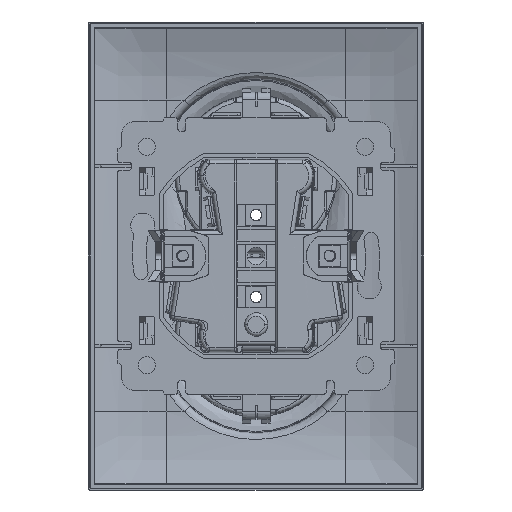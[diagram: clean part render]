
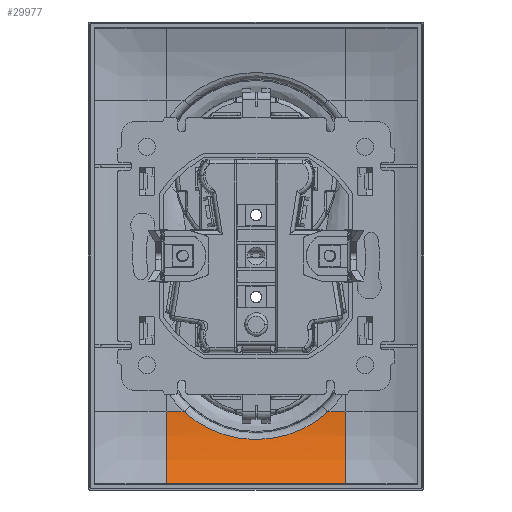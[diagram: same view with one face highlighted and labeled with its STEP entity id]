
A CAD part, front view. The second image highlights one B-rep face of the part: STEP entity #29977.
In plain terms, the highlighted cylindrical face has radius 50.4 mm (diameter 100.8 mm), a partial arc.
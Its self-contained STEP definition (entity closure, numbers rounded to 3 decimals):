
#807 = CARTESIAN_POINT ( 'NONE',  ( -15.868, 7.563, -42.116 ) ) ;
#835 = CARTESIAN_POINT ( 'NONE',  ( -23., 7.6, -40. ) ) ;
#2442 = VERTEX_POINT ( 'NONE', #38877 ) ;
#3703 = CARTESIAN_POINT ( 'NONE',  ( 7.667, 4.124, -58.392 ) ) ;
#4038 = EDGE_CURVE ( 'NONE', #61020, #116892, #41681, .T. ) ;
#5956 = CARTESIAN_POINT ( 'NONE',  ( 23., 4.124, -58.392 ) ) ;
#6910 = CARTESIAN_POINT ( 'NONE',  ( 17.812, 7.6, -40.559 ) ) ;
#8699 = CARTESIAN_POINT ( 'NONE',  ( -5.874, 7.187, -46.443 ) ) ;
#9290 = CARTESIAN_POINT ( 'NONE',  ( -12.981, 7.454, -43.833 ) ) ;
#9900 = CARTESIAN_POINT ( 'NONE',  ( -9.221, 7.301, -45.481 ) ) ;
#10454 = EDGE_CURVE ( 'NONE', #2442, #81917, #71280, .T. ) ;
#12140 = ORIENTED_EDGE ( 'NONE', *, *, #91727, .T. ) ;
#14112 = CARTESIAN_POINT ( 'NONE',  ( -23., 4.124, -58.392 ) ) ;
#14484 = VECTOR ( 'NONE', #81326, 1000. ) ;
#16796 = EDGE_CURVE ( 'NONE', #81917, #35449, #117751, .T. ) ;
#17191 = CARTESIAN_POINT ( 'NONE',  ( -17.198, 7.6, -41.118 ) ) ;
#18986 = CARTESIAN_POINT ( 'NONE',  ( 3.391, 7.126, -46.9 ) ) ;
#21048 = CARTESIAN_POINT ( 'NONE',  ( -64., -42.8, -40. ) ) ;
#27484 = CARTESIAN_POINT ( 'NONE',  ( 17.172, 7.591, -41.089 ) ) ;
#28653 = CARTESIAN_POINT ( 'NONE',  ( 10.309, 7.344, -45.07 ) ) ;
#29977 = ADVANCED_FACE ( 'NONE', ( #56335 ), #49008, .F. ) ;
#35449 = VERTEX_POINT ( 'NONE', #66827 ) ;
#35509 = B_SPLINE_CURVE_WITH_KNOTS ( 'NONE', 3,
 ( #96509, #41306, #3703, #104409 ),
 .UNSPECIFIED., .F., .F.,
 ( 4, 4 ),
 ( 0., 1. ),
 .UNSPECIFIED. ) ;
#35989 = CARTESIAN_POINT ( 'NONE',  ( -13.716, 7.484, -43.427 ) ) ;
#36574 = CARTESIAN_POINT ( 'NONE',  ( -1.712, 7.104, -47.052 ) ) ;
#37181 = VERTEX_POINT ( 'NONE', #57631 ) ;
#37785 = CARTESIAN_POINT ( 'NONE',  ( -14.08, 7.498, -43.215 ) ) ;
#38877 = CARTESIAN_POINT ( 'NONE',  ( -23., 4.124, -58.392 ) ) ;
#41306 = CARTESIAN_POINT ( 'NONE',  ( -7.667, 4.124, -58.392 ) ) ;
#41681 = B_SPLINE_CURVE_WITH_KNOTS ( 'NONE', 3,
 ( #72075, #98152, #89055, #5956 ),
 .UNSPECIFIED., .F., .F.,
 ( 4, 4 ),
 ( 0., 1. ),
 .UNSPECIFIED. ) ;
#45130 = CARTESIAN_POINT ( 'NONE',  ( 10.113, 7.336, -45.148 ) ) ;
#45709 = CARTESIAN_POINT ( 'NONE',  ( -10.709, 7.36, -44.92 ) ) ;
#46925 = CARTESIAN_POINT ( 'NONE',  ( 12.981, 7.455, -43.844 ) ) ;
#49008 = CYLINDRICAL_SURFACE ( 'NONE', #65498, 50.4 ) ;
#54259 = CARTESIAN_POINT ( 'NONE',  ( 15.151, 7.537, -42.557 ) ) ;
#54856 = CARTESIAN_POINT ( 'NONE',  ( -8.92, 7.29, -45.585 ) ) ;
#56032 = CARTESIAN_POINT ( 'NONE',  ( 13.716, 7.485, -43.438 ) ) ;
#56335 = FACE_OUTER_BOUND ( 'NONE', #112152, .T. ) ;
#56780 = CARTESIAN_POINT ( 'NONE',  ( 23., 7.6, -40. ) ) ;
#57631 = CARTESIAN_POINT ( 'NONE',  ( 18.428, 7.6, -40. ) ) ;
#58099 = DIRECTION ( 'NONE',  ( 1., 0., 0. ) ) ;
#59422 = VECTOR ( 'NONE', #60745, 1000. ) ;
#60152 = CARTESIAN_POINT ( 'NONE',  ( 18.428, 7.6, -40. ) ) ;
#60745 = DIRECTION ( 'NONE',  ( 1., 0., 0. ) ) ;
#61020 = VERTEX_POINT ( 'NONE', #56780 ) ;
#63317 = CARTESIAN_POINT ( 'NONE',  ( 10.602, 7.356, -44.952 ) ) ;
#63928 = CARTESIAN_POINT ( 'NONE',  ( -3.394, 7.126, -46.9 ) ) ;
#64534 = CARTESIAN_POINT ( 'NONE',  ( 1.709, 7.104, -47.052 ) ) ;
#65115 = CARTESIAN_POINT ( 'NONE',  ( -6.693, 7.211, -46.252 ) ) ;
#65498 = AXIS2_PLACEMENT_3D ( 'NONE', #21048, #58099, #84182 ) ;
#66827 = CARTESIAN_POINT ( 'NONE',  ( -18.428, 7.6, -40. ) ) ;
#71280 = B_SPLINE_CURVE_WITH_KNOTS ( 'NONE', 3,
 ( #14112, #82567, #81393, #119006 ),
 .UNSPECIFIED., .F., .F.,
 ( 4, 4 ),
 ( 0., 1. ),
 .UNSPECIFIED. ) ;
#72075 = CARTESIAN_POINT ( 'NONE',  ( 23., 7.6, -40. ) ) ;
#73017 = CARTESIAN_POINT ( 'NONE',  ( 11.47, 7.392, -44.577 ) ) ;
#73625 = CARTESIAN_POINT ( 'NONE',  ( 11.851, 7.408, -44.4 ) ) ;
#74808 = CARTESIAN_POINT ( 'NONE',  ( -18.428, 7.6, -40. ) ) ;
#77835 = CARTESIAN_POINT ( 'NONE',  ( 23., 4.124, -58.392 ) ) ;
#79650 = B_SPLINE_CURVE_WITH_KNOTS ( 'NONE', 3,
 ( #90015, #6910, #27484, #100315, #54259, #56032, #46925, #73625, #73017, #102111, #63317, #28653, #45130, #102717, #119716, #111794, #18986, #64534, #36574, #63928, #8699, #65115, #93011, #110620, #54856, #9900, #82691, #100929, #91816, #45709, #119127, #91234, #9290, #35989, #37785, #807, #17191, #74808 ),
 .UNSPECIFIED., .F., .F.,
 ( 4, 2, 2, 2, 2, 1, 2, 2, 2, 2, 2, 2, 2, 1, 2, 2, 2, 2, 2, 4 ),
 ( 0., 0.062, 0.125, 0.187, 0.219, 0.234, 0.242, 0.25, 0.375, 0.5, 0.625, 0.687, 0.719, 0.734, 0.742, 0.75, 0.812, 0.844, 0.875, 1. ),
 .UNSPECIFIED. ) ;
#81326 = DIRECTION ( 'NONE',  ( 1., 0., 0. ) ) ;
#81393 = CARTESIAN_POINT ( 'NONE',  ( -23., 7.6, -46.273 ) ) ;
#81917 = VERTEX_POINT ( 'NONE', #835 ) ;
#82144 = ORIENTED_EDGE ( 'NONE', *, *, #93591, .F. ) ;
#82567 = CARTESIAN_POINT ( 'NONE',  ( -23., 6.412, -52.551 ) ) ;
#82691 = CARTESIAN_POINT ( 'NONE',  ( -9.522, 7.313, -45.372 ) ) ;
#84182 = DIRECTION ( 'NONE',  ( 0., 0., -1. ) ) ;
#84960 = ORIENTED_EDGE ( 'NONE', *, *, #88187, .T. ) ;
#87444 = LINE ( 'NONE', #60152, #59422 ) ;
#88187 = EDGE_CURVE ( 'NONE', #2442, #116892, #35509, .T. ) ;
#89055 = CARTESIAN_POINT ( 'NONE',  ( 23., 6.412, -52.551 ) ) ;
#90015 = CARTESIAN_POINT ( 'NONE',  ( 18.428, 7.6, -40. ) ) ;
#91234 = CARTESIAN_POINT ( 'NONE',  ( -12.609, 7.439, -44.027 ) ) ;
#91727 = EDGE_CURVE ( 'NONE', #37181, #35449, #79650, .T. ) ;
#91816 = CARTESIAN_POINT ( 'NONE',  ( -9.823, 7.325, -45.259 ) ) ;
#93011 = CARTESIAN_POINT ( 'NONE',  ( -7.912, 7.253, -45.909 ) ) ;
#93591 = EDGE_CURVE ( 'NONE', #37181, #61020, #87444, .T. ) ;
#94588 = ORIENTED_EDGE ( 'NONE', *, *, #4038, .F. ) ;
#96509 = CARTESIAN_POINT ( 'NONE',  ( -23., 4.124, -58.392 ) ) ;
#98152 = CARTESIAN_POINT ( 'NONE',  ( 23., 7.6, -46.273 ) ) ;
#98575 = ORIENTED_EDGE ( 'NONE', *, *, #16796, .F. ) ;
#99536 = CARTESIAN_POINT ( 'NONE',  ( -23., 7.6, -40. ) ) ;
#100315 = CARTESIAN_POINT ( 'NONE',  ( 15.841, 7.559, -42.088 ) ) ;
#100929 = CARTESIAN_POINT ( 'NONE',  ( -9.722, 7.321, -45.298 ) ) ;
#102111 = CARTESIAN_POINT ( 'NONE',  ( 10.892, 7.368, -44.829 ) ) ;
#102717 = CARTESIAN_POINT ( 'NONE',  ( 10.016, 7.333, -45.186 ) ) ;
#104409 = CARTESIAN_POINT ( 'NONE',  ( 23., 4.124, -58.392 ) ) ;
#106102 = ORIENTED_EDGE ( 'NONE', *, *, #10454, .F. ) ;
#110620 = CARTESIAN_POINT ( 'NONE',  ( -8.316, 7.267, -45.785 ) ) ;
#111794 = CARTESIAN_POINT ( 'NONE',  ( 6.696, 7.207, -46.291 ) ) ;
#112152 = EDGE_LOOP ( 'NONE', ( #98575, #106102, #84960, #94588, #82144, #12140 ) ) ;
#116892 = VERTEX_POINT ( 'NONE', #77835 ) ;
#117751 = LINE ( 'NONE', #99536, #14484 ) ;
#119006 = CARTESIAN_POINT ( 'NONE',  ( -23., 7.6, -40. ) ) ;
#119127 = CARTESIAN_POINT ( 'NONE',  ( -11.48, 7.393, -44.584 ) ) ;
#119716 = CARTESIAN_POINT ( 'NONE',  ( 8.32, 7.265, -45.834 ) ) ;
